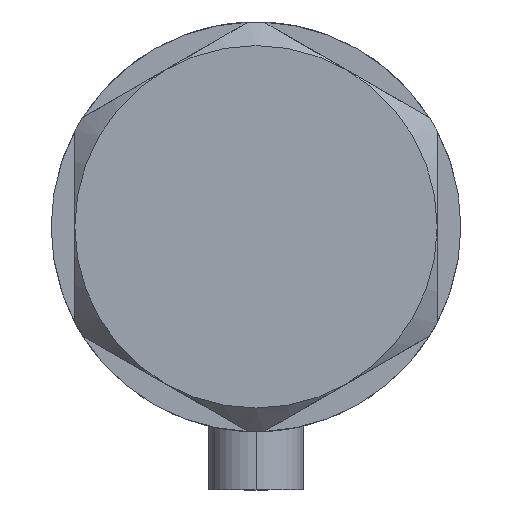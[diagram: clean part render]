
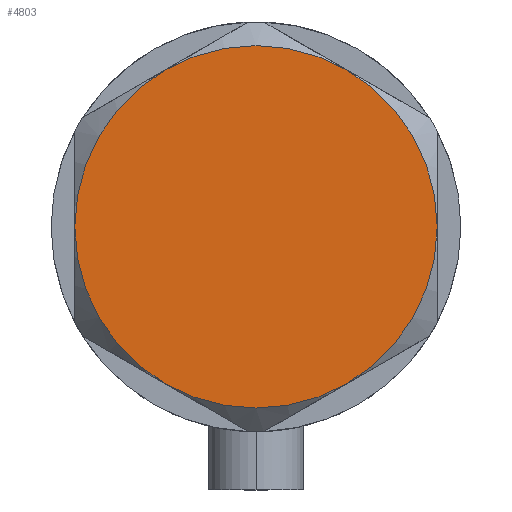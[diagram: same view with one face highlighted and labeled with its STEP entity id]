
A CAD part, left-side view. The second image highlights one B-rep face of the part: STEP entity #4803.
In plain terms, the highlighted face is planar.
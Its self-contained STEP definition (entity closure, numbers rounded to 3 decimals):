
#336 = CARTESIAN_POINT ( 'NONE',  ( 0., 0., 9. ) ) ;
#369 = CIRCLE ( 'NONE', #1542, 23. ) ;
#525 = DIRECTION ( 'NONE',  ( 0., 0., 1. ) ) ;
#584 = DIRECTION ( 'NONE',  ( 1., 0., 0. ) ) ;
#641 = AXIS2_PLACEMENT_3D ( 'NONE', #3151, #3119, #768 ) ;
#675 = CARTESIAN_POINT ( 'NONE',  ( 0., 0., 9. ) ) ;
#768 = DIRECTION ( 'NONE',  ( 1., 0., 0. ) ) ;
#849 = VERTEX_POINT ( 'NONE', #4288 ) ;
#865 = EDGE_CURVE ( 'NONE', #849, #3351, #4906, .T. ) ;
#943 = ORIENTED_EDGE ( 'NONE', *, *, #1670, .T. ) ;
#1178 = ORIENTED_EDGE ( 'NONE', *, *, #2750, .T. ) ;
#1343 = DIRECTION ( 'NONE',  ( 0., 0., 1. ) ) ;
#1364 = ORIENTED_EDGE ( 'NONE', *, *, #2009, .T. ) ;
#1369 = DIRECTION ( 'NONE',  ( 1., 0., 0. ) ) ;
#1461 = AXIS2_PLACEMENT_3D ( 'NONE', #675, #3089, #5005 ) ;
#1542 = AXIS2_PLACEMENT_3D ( 'NONE', #4210, #3870, #3466 ) ;
#1635 = VERTEX_POINT ( 'NONE', #2308 ) ;
#1670 = EDGE_CURVE ( 'NONE', #1635, #849, #4993, .T. ) ;
#1828 = CARTESIAN_POINT ( 'NONE',  ( -11.5, -19.919, 9. ) ) ;
#1940 = CARTESIAN_POINT ( 'NONE',  ( -11.5, 19.919, 9. ) ) ;
#2009 = EDGE_CURVE ( 'NONE', #3264, #1635, #3418, .T. ) ;
#2143 = FACE_OUTER_BOUND ( 'NONE', #3082, .T. ) ;
#2308 = CARTESIAN_POINT ( 'NONE',  ( 11.5, -19.919, 9. ) ) ;
#2487 = AXIS2_PLACEMENT_3D ( 'NONE', #336, #2491, #4080 ) ;
#2491 = DIRECTION ( 'NONE',  ( 0., 0., 1. ) ) ;
#2512 = EDGE_CURVE ( 'NONE', #2773, #2677, #2571, .T. ) ;
#2554 = PLANE ( 'NONE',  #4989 ) ;
#2563 = CARTESIAN_POINT ( 'NONE',  ( 11.5, 19.919, 9. ) ) ;
#2571 = CIRCLE ( 'NONE', #2487, 23. ) ;
#2606 = CARTESIAN_POINT ( 'NONE',  ( 0., 0., 9. ) ) ;
#2609 = CARTESIAN_POINT ( 'NONE',  ( 0., 0., 9. ) ) ;
#2677 = VERTEX_POINT ( 'NONE', #4207 ) ;
#2750 = EDGE_CURVE ( 'NONE', #3351, #2773, #3590, .T. ) ;
#2773 = VERTEX_POINT ( 'NONE', #1940 ) ;
#2887 = ORIENTED_EDGE ( 'NONE', *, *, #2512, .T. ) ;
#2979 = ORIENTED_EDGE ( 'NONE', *, *, #4503, .T. ) ;
#3082 = EDGE_LOOP ( 'NONE', ( #943, #3460, #1178, #2887, #2979, #1364 ) ) ;
#3089 = DIRECTION ( 'NONE',  ( 0., 0., 1. ) ) ;
#3119 = DIRECTION ( 'NONE',  ( 0., 0., 1. ) ) ;
#3151 = CARTESIAN_POINT ( 'NONE',  ( 0., 0., 9. ) ) ;
#3264 = VERTEX_POINT ( 'NONE', #1828 ) ;
#3351 = VERTEX_POINT ( 'NONE', #2563 ) ;
#3418 = CIRCLE ( 'NONE', #4840, 23. ) ;
#3433 = DIRECTION ( 'NONE',  ( 0., 0., 1. ) ) ;
#3460 = ORIENTED_EDGE ( 'NONE', *, *, #865, .T. ) ;
#3466 = DIRECTION ( 'NONE',  ( 1., 0., 0. ) ) ;
#3590 = CIRCLE ( 'NONE', #4352, 23. ) ;
#3870 = DIRECTION ( 'NONE',  ( 0., 0., 1. ) ) ;
#4080 = DIRECTION ( 'NONE',  ( 1., 0., 0. ) ) ;
#4140 = CARTESIAN_POINT ( 'NONE',  ( 0., 0., 9. ) ) ;
#4207 = CARTESIAN_POINT ( 'NONE',  ( -23., 0., 9. ) ) ;
#4210 = CARTESIAN_POINT ( 'NONE',  ( 0., 0., 9. ) ) ;
#4288 = CARTESIAN_POINT ( 'NONE',  ( 23., 0., 9. ) ) ;
#4352 = AXIS2_PLACEMENT_3D ( 'NONE', #2606, #3433, #584 ) ;
#4503 = EDGE_CURVE ( 'NONE', #2677, #3264, #369, .T. ) ;
#4556 = DIRECTION ( 'NONE',  ( 1., 0., 0. ) ) ;
#4803 = ADVANCED_FACE ( 'NONE', ( #2143 ), #2554, .T. ) ;
#4840 = AXIS2_PLACEMENT_3D ( 'NONE', #4140, #1343, #1369 ) ;
#4906 = CIRCLE ( 'NONE', #1461, 23. ) ;
#4989 = AXIS2_PLACEMENT_3D ( 'NONE', #2609, #525, #4556 ) ;
#4993 = CIRCLE ( 'NONE', #641, 23. ) ;
#5005 = DIRECTION ( 'NONE',  ( 1., 0., 0. ) ) ;
